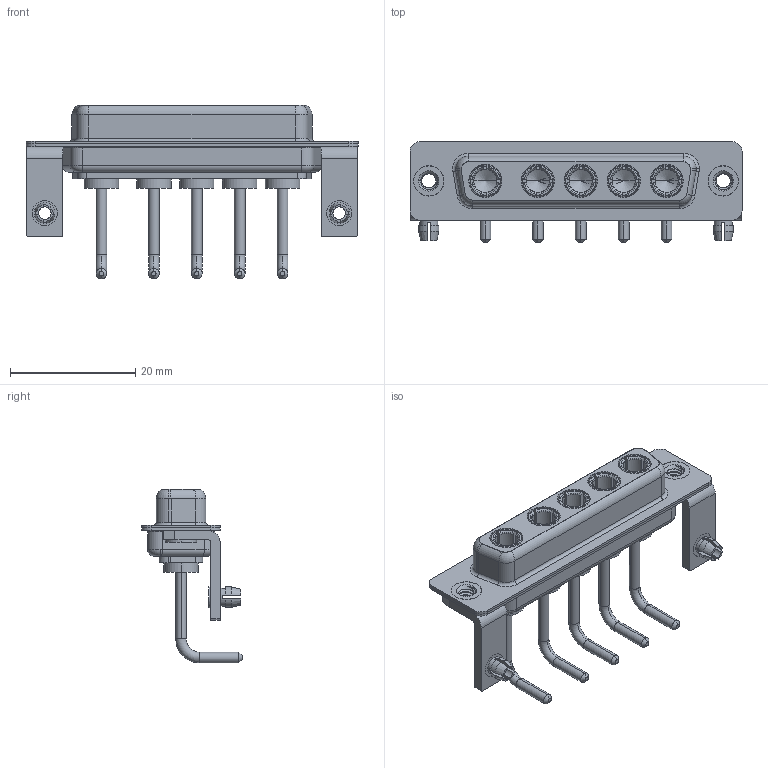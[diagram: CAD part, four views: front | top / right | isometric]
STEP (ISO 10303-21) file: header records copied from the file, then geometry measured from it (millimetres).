
FILE_DESCRIPTION (( 'STEP AP203' ), '1' );
FILE_NAME ('630-5W5-250-1N3.STEP', '2022-05-31T22:28:13', ( '' ), ( '' ), 'SwSTEP 2.0', 'SolidWorks 2020', '' );
FILE_SCHEMA (( 'CONFIG_CONTROL_DESIGN' ));
Length unit declared in the file: millimetre
Products named in the file (8): Power Socket_Ext 10A RA; 630Combo Shell Front_25 Contacts; 630-5W5-250-1N3; 630Combo Stabilizer Bracket; 630Combo Threaded Rivet_3; 630Combo Board Lock; 630Combo Shell Rear_25 Contacts; 630Combo Housing_5W5
Assembly tree (14 placements, depth 2):
  630-5W5-250-1N3
    630Combo Housing_5W5
    630Combo Shell Front_25 Contacts
    630Combo Shell Rear_25 Contacts
    630Combo Threaded Rivet_3  x2
    630Combo Stabilizer Bracket  x2
    630Combo Board Lock  x2
    Power Socket_Ext 10A RA  x5
Bounding box: 53.05 x 16 x 27.78 mm (x, y, z)
Volume: 4119.9 mm3; surface area: 9421 mm2
Topology: 19 solids, 19 shells, 801 faces, 2065 edges, 1322 vertices
Faces by surface type: cylinder 312, plane 280, cone 111, torus 87, bspline 11
Entity records: 15080 total; most frequent: CARTESIAN_POINT 3974, DIRECTION 2237, ORIENTED_EDGE 2058, EDGE_CURVE 1029, AXIS2_PLACEMENT_3D 900, VERTEX_POINT 655, CIRCLE 477, EDGE_LOOP 460
